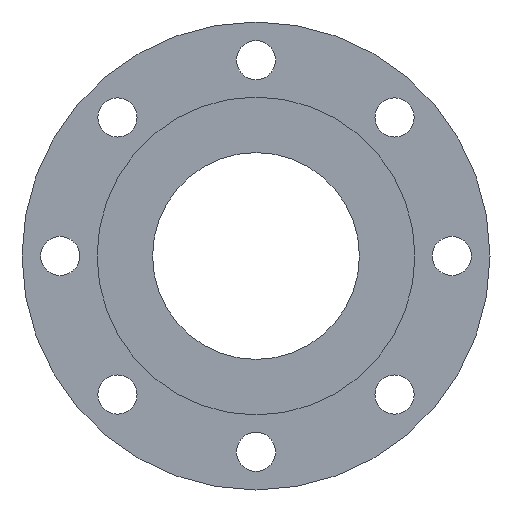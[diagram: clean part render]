
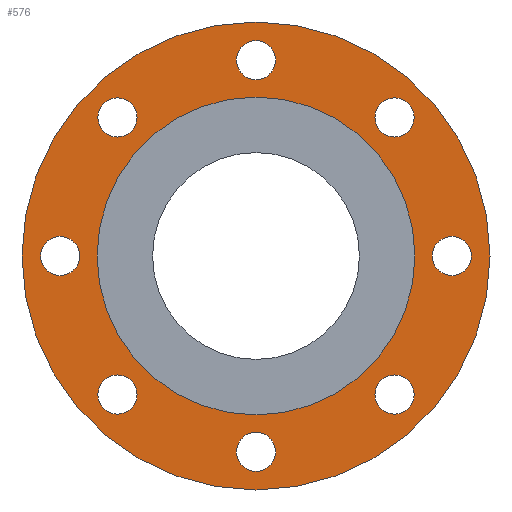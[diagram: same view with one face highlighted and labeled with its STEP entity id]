
A CAD part, front view. The second image highlights one B-rep face of the part: STEP entity #576.
In plain terms, the highlighted planar face has unit normal (0, -1, 0).
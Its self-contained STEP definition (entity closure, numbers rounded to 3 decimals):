
#24=FACE_BOUND('',#121,.T.);
#25=FACE_BOUND('',#122,.T.);
#26=FACE_BOUND('',#123,.T.);
#27=FACE_BOUND('',#124,.T.);
#28=FACE_BOUND('',#125,.T.);
#29=FACE_BOUND('',#126,.T.);
#30=FACE_BOUND('',#127,.T.);
#31=FACE_BOUND('',#128,.T.);
#32=FACE_BOUND('',#129,.T.);
#54=PLANE('',#665);
#81=FACE_OUTER_BOUND('',#120,.T.);
#120=EDGE_LOOP('',(#452));
#121=EDGE_LOOP('',(#453));
#122=EDGE_LOOP('',(#454));
#123=EDGE_LOOP('',(#455));
#124=EDGE_LOOP('',(#456));
#125=EDGE_LOOP('',(#457));
#126=EDGE_LOOP('',(#458));
#127=EDGE_LOOP('',(#459));
#128=EDGE_LOOP('',(#460));
#129=EDGE_LOOP('',(#461));
#203=CIRCLE('',#610,9.);
#207=CIRCLE('',#616,9.);
#211=CIRCLE('',#622,9.);
#215=CIRCLE('',#628,9.);
#219=CIRCLE('',#634,9.);
#223=CIRCLE('',#640,9.);
#227=CIRCLE('',#646,9.);
#231=CIRCLE('',#652,9.);
#239=CIRCLE('',#664,107.5);
#240=CIRCLE('',#666,73.);
#252=VERTEX_POINT('',#871);
#256=VERTEX_POINT('',#883);
#260=VERTEX_POINT('',#895);
#264=VERTEX_POINT('',#907);
#268=VERTEX_POINT('',#919);
#272=VERTEX_POINT('',#931);
#276=VERTEX_POINT('',#943);
#280=VERTEX_POINT('',#955);
#287=VERTEX_POINT('',#976);
#288=VERTEX_POINT('',#980);
#299=EDGE_CURVE('',#252,#252,#203,.T.);
#305=EDGE_CURVE('',#256,#256,#207,.T.);
#311=EDGE_CURVE('',#260,#260,#211,.T.);
#317=EDGE_CURVE('',#264,#264,#215,.T.);
#323=EDGE_CURVE('',#268,#268,#219,.T.);
#329=EDGE_CURVE('',#272,#272,#223,.T.);
#335=EDGE_CURVE('',#276,#276,#227,.T.);
#341=EDGE_CURVE('',#280,#280,#231,.T.);
#351=EDGE_CURVE('',#287,#287,#239,.T.);
#353=EDGE_CURVE('',#288,#288,#240,.T.);
#452=ORIENTED_EDGE('',*,*,#351,.T.);
#453=ORIENTED_EDGE('',*,*,#299,.T.);
#454=ORIENTED_EDGE('',*,*,#305,.T.);
#455=ORIENTED_EDGE('',*,*,#311,.T.);
#456=ORIENTED_EDGE('',*,*,#317,.T.);
#457=ORIENTED_EDGE('',*,*,#323,.T.);
#458=ORIENTED_EDGE('',*,*,#329,.T.);
#459=ORIENTED_EDGE('',*,*,#335,.T.);
#460=ORIENTED_EDGE('',*,*,#341,.T.);
#461=ORIENTED_EDGE('',*,*,#353,.F.);
#576=ADVANCED_FACE('',(#81,#24,#25,#26,#27,#28,#29,#30,#31,#32),#54,.T.);
#610=AXIS2_PLACEMENT_3D('',#872,#695,#696);
#616=AXIS2_PLACEMENT_3D('',#884,#709,#710);
#622=AXIS2_PLACEMENT_3D('',#896,#723,#724);
#628=AXIS2_PLACEMENT_3D('',#908,#737,#738);
#634=AXIS2_PLACEMENT_3D('',#920,#751,#752);
#640=AXIS2_PLACEMENT_3D('',#932,#765,#766);
#646=AXIS2_PLACEMENT_3D('',#944,#779,#780);
#652=AXIS2_PLACEMENT_3D('',#956,#793,#794);
#664=AXIS2_PLACEMENT_3D('',#977,#819,#820);
#665=AXIS2_PLACEMENT_3D('',#979,#822,#823);
#666=AXIS2_PLACEMENT_3D('',#981,#824,#825);
#695=DIRECTION('center_axis',(0.,1.,0.));
#696=DIRECTION('ref_axis',(1.,0.,0.));
#709=DIRECTION('center_axis',(0.,1.,0.));
#710=DIRECTION('ref_axis',(1.,0.,0.));
#723=DIRECTION('center_axis',(0.,1.,0.));
#724=DIRECTION('ref_axis',(1.,0.,0.));
#737=DIRECTION('center_axis',(0.,1.,0.));
#738=DIRECTION('ref_axis',(1.,0.,0.));
#751=DIRECTION('center_axis',(0.,1.,0.));
#752=DIRECTION('ref_axis',(1.,0.,0.));
#765=DIRECTION('center_axis',(0.,1.,0.));
#766=DIRECTION('ref_axis',(1.,0.,0.));
#779=DIRECTION('center_axis',(0.,1.,0.));
#780=DIRECTION('ref_axis',(1.,0.,0.));
#793=DIRECTION('center_axis',(0.,1.,0.));
#794=DIRECTION('ref_axis',(1.,0.,0.));
#819=DIRECTION('center_axis',(0.,-1.,0.));
#820=DIRECTION('ref_axis',(1.,0.,0.));
#822=DIRECTION('center_axis',(0.,-1.,0.));
#823=DIRECTION('ref_axis',(0.,0.,-1.));
#824=DIRECTION('center_axis',(0.,-1.,0.));
#825=DIRECTION('ref_axis',(1.,0.,0.));
#871=CARTESIAN_POINT('',(-9.,7.,90.));
#872=CARTESIAN_POINT('Origin',(0.,7.,90.));
#883=CARTESIAN_POINT('',(-99.,7.,0.));
#884=CARTESIAN_POINT('Origin',(-90.,7.,0.));
#895=CARTESIAN_POINT('',(81.,7.,0.));
#896=CARTESIAN_POINT('Origin',(90.,7.,0.));
#907=CARTESIAN_POINT('',(-72.64,7.,-63.64));
#908=CARTESIAN_POINT('Origin',(-63.64,7.,-63.64));
#919=CARTESIAN_POINT('',(54.64,7.,63.64));
#920=CARTESIAN_POINT('Origin',(63.64,7.,63.64));
#931=CARTESIAN_POINT('',(-72.64,7.,63.64));
#932=CARTESIAN_POINT('Origin',(-63.64,7.,63.64));
#943=CARTESIAN_POINT('',(54.64,7.,-63.64));
#944=CARTESIAN_POINT('Origin',(63.64,7.,-63.64));
#955=CARTESIAN_POINT('',(-9.,7.,-90.));
#956=CARTESIAN_POINT('Origin',(0.,7.,-90.));
#976=CARTESIAN_POINT('',(-107.5,7.,0.));
#977=CARTESIAN_POINT('Origin',(0.,7.,0.));
#979=CARTESIAN_POINT('Origin',(73.,7.,0.));
#980=CARTESIAN_POINT('',(-73.,7.,0.));
#981=CARTESIAN_POINT('Origin',(0.,7.,0.));
